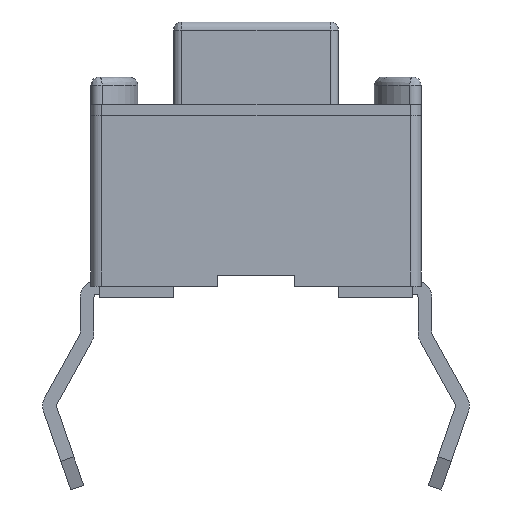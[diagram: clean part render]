
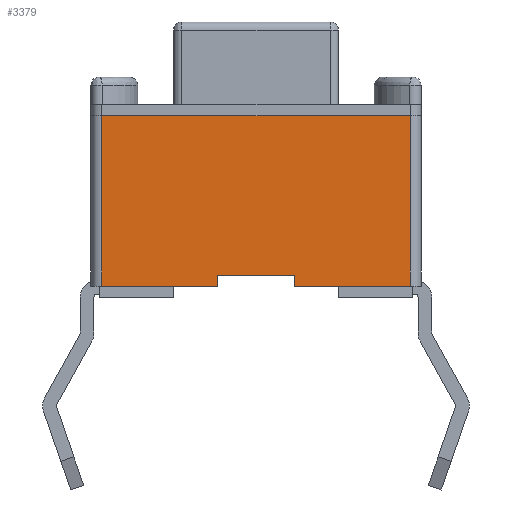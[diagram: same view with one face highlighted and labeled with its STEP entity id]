
A CAD part, front view. The second image highlights one B-rep face of the part: STEP entity #3379.
In plain terms, the highlighted planar face has unit normal (0, -1, 0).
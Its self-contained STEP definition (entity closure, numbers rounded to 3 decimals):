
#18 = CARTESIAN_POINT ( 'NONE',  ( 0.991, 1.48, 2.866 ) ) ;
#56 = VECTOR ( 'NONE', #848, 1000. ) ;
#111 = EDGE_CURVE ( 'NONE', #3433, #1062, #1373, .T. ) ;
#169 = FACE_OUTER_BOUND ( 'NONE', #720, .T. ) ;
#170 = DIRECTION ( 'NONE',  ( 0., 0., -1. ) ) ;
#197 = LINE ( 'NONE', #3247, #56 ) ;
#240 = CARTESIAN_POINT ( 'NONE',  ( -2.509, 1.48, 5.766 ) ) ;
#288 = CARTESIAN_POINT ( 'NONE',  ( -0.409, 1.48, 2.866 ) ) ;
#297 = CARTESIAN_POINT ( 'NONE',  ( 3.091, 1.48, 5.766 ) ) ;
#314 = VECTOR ( 'NONE', #170, 1000. ) ;
#349 = VERTEX_POINT ( 'NONE', #730 ) ;
#363 = LINE ( 'NONE', #1313, #2041 ) ;
#391 = ORIENTED_EDGE ( 'NONE', *, *, #1691, .F. ) ;
#472 = CARTESIAN_POINT ( 'NONE',  ( -0.409, 1.48, 2.866 ) ) ;
#544 = EDGE_CURVE ( 'NONE', #2825, #349, #2900, .T. ) ;
#720 = EDGE_LOOP ( 'NONE', ( #2183, #952, #391, #2359, #2703, #1262, #2312, #1756 ) ) ;
#730 = CARTESIAN_POINT ( 'NONE',  ( 3.091, 1.48, 2.666 ) ) ;
#848 = DIRECTION ( 'NONE',  ( -1., 0., 0. ) ) ;
#952 = ORIENTED_EDGE ( 'NONE', *, *, #2648, .F. ) ;
#974 = LINE ( 'NONE', #3744, #3886 ) ;
#980 = EDGE_CURVE ( 'NONE', #1062, #2825, #3205, .T. ) ;
#1059 = CARTESIAN_POINT ( 'NONE',  ( -0.409, 1.48, 2.866 ) ) ;
#1062 = VERTEX_POINT ( 'NONE', #3559 ) ;
#1262 = ORIENTED_EDGE ( 'NONE', *, *, #111, .F. ) ;
#1306 = VECTOR ( 'NONE', #2300, 1000. ) ;
#1313 = CARTESIAN_POINT ( 'NONE',  ( 0.991, 1.48, 2.866 ) ) ;
#1373 = LINE ( 'NONE', #240, #2334 ) ;
#1404 = PLANE ( 'NONE',  #3824 ) ;
#1534 = CARTESIAN_POINT ( 'NONE',  ( -0.409, 1.48, 2.666 ) ) ;
#1691 = EDGE_CURVE ( 'NONE', #349, #3360, #197, .T. ) ;
#1756 = ORIENTED_EDGE ( 'NONE', *, *, #2090, .F. ) ;
#1858 = VERTEX_POINT ( 'NONE', #18 ) ;
#1877 = DIRECTION ( 'NONE',  ( 0., 0., 1. ) ) ;
#1987 = CARTESIAN_POINT ( 'NONE',  ( -2.509, 1.48, 5.766 ) ) ;
#2041 = VECTOR ( 'NONE', #1877, 1000. ) ;
#2048 = DIRECTION ( 'NONE',  ( 0., 1., 0. ) ) ;
#2090 = EDGE_CURVE ( 'NONE', #3459, #2896, #2612, .T. ) ;
#2093 = DIRECTION ( 'NONE',  ( 1., 0., 0. ) ) ;
#2113 = LINE ( 'NONE', #288, #3312 ) ;
#2183 = ORIENTED_EDGE ( 'NONE', *, *, #3219, .T. ) ;
#2197 = DIRECTION ( 'NONE',  ( -1., 0., 0. ) ) ;
#2300 = DIRECTION ( 'NONE',  ( 0., 0., -1. ) ) ;
#2312 = ORIENTED_EDGE ( 'NONE', *, *, #3078, .F. ) ;
#2334 = VECTOR ( 'NONE', #2645, 1000. ) ;
#2359 = ORIENTED_EDGE ( 'NONE', *, *, #544, .F. ) ;
#2571 = CARTESIAN_POINT ( 'NONE',  ( 0.991, 1.48, 2.666 ) ) ;
#2591 = DIRECTION ( 'NONE',  ( 1., 0., 0. ) ) ;
#2612 = LINE ( 'NONE', #472, #314 ) ;
#2613 = CARTESIAN_POINT ( 'NONE',  ( -2.509, 1.48, 5.766 ) ) ;
#2618 = CARTESIAN_POINT ( 'NONE',  ( 3.091, 1.48, 5.766 ) ) ;
#2645 = DIRECTION ( 'NONE',  ( 0., 0., 1. ) ) ;
#2648 = EDGE_CURVE ( 'NONE', #3360, #1858, #363, .T. ) ;
#2703 = ORIENTED_EDGE ( 'NONE', *, *, #980, .F. ) ;
#2825 = VERTEX_POINT ( 'NONE', #297 ) ;
#2896 = VERTEX_POINT ( 'NONE', #1534 ) ;
#2900 = LINE ( 'NONE', #2618, #1306 ) ;
#3078 = EDGE_CURVE ( 'NONE', #2896, #3433, #974, .T. ) ;
#3205 = LINE ( 'NONE', #2613, #3605 ) ;
#3219 = EDGE_CURVE ( 'NONE', #3459, #1858, #2113, .T. ) ;
#3247 = CARTESIAN_POINT ( 'NONE',  ( -2.509, 1.48, 2.666 ) ) ;
#3263 = DIRECTION ( 'NONE',  ( 0., 0., 1. ) ) ;
#3312 = VECTOR ( 'NONE', #2093, 1000. ) ;
#3360 = VERTEX_POINT ( 'NONE', #2571 ) ;
#3379 = ADVANCED_FACE ( 'NONE', ( #169 ), #1404, .F. ) ;
#3433 = VERTEX_POINT ( 'NONE', #3555 ) ;
#3459 = VERTEX_POINT ( 'NONE', #1059 ) ;
#3555 = CARTESIAN_POINT ( 'NONE',  ( -2.509, 1.48, 2.666 ) ) ;
#3559 = CARTESIAN_POINT ( 'NONE',  ( -2.509, 1.48, 5.766 ) ) ;
#3605 = VECTOR ( 'NONE', #2591, 1000. ) ;
#3744 = CARTESIAN_POINT ( 'NONE',  ( -2.509, 1.48, 2.666 ) ) ;
#3824 = AXIS2_PLACEMENT_3D ( 'NONE', #1987, #2048, #3263 ) ;
#3886 = VECTOR ( 'NONE', #2197, 1000. ) ;
